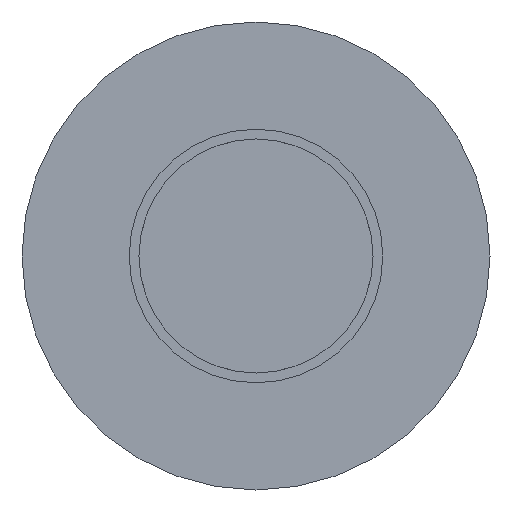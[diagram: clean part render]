
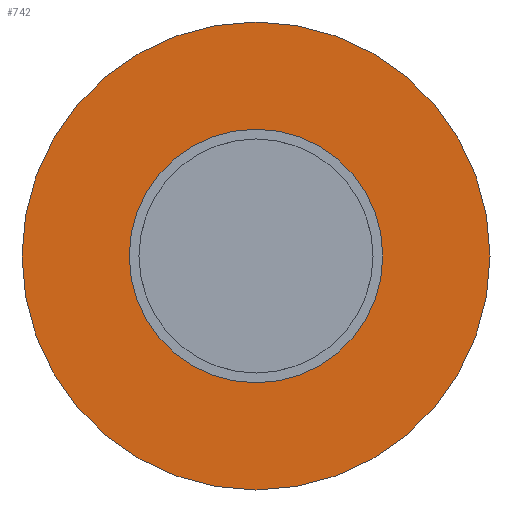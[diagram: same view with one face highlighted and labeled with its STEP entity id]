
A CAD part, left-side view. The second image highlights one B-rep face of the part: STEP entity #742.
In plain terms, the highlighted planar face has unit normal (-1, 0, 0).
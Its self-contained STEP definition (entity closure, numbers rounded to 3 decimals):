
#13 = VERTEX_POINT ( 'NONE', #747 ) ;
#41 = AXIS2_PLACEMENT_3D ( 'NONE', #980, #551, #145 ) ;
#83 = EDGE_CURVE ( 'NONE', #680, #680, #541, .T. ) ;
#104 = EDGE_CURVE ( 'NONE', #13, #13, #504, .T. ) ;
#145 = DIRECTION ( 'NONE',  ( 0., -1., 0. ) ) ;
#150 = DIRECTION ( 'NONE',  ( 0., -1., 0. ) ) ;
#207 = ORIENTED_EDGE ( 'NONE', *, *, #83, .T. ) ;
#224 = FACE_OUTER_BOUND ( 'NONE', #417, .T. ) ;
#301 = CARTESIAN_POINT ( 'NONE',  ( 0., 0., 0. ) ) ;
#368 = PLANE ( 'NONE',  #456 ) ;
#383 = DIRECTION ( 'NONE',  ( -1., 0., 0. ) ) ;
#417 = EDGE_LOOP ( 'NONE', ( #426 ) ) ;
#426 = ORIENTED_EDGE ( 'NONE', *, *, #104, .T. ) ;
#456 = AXIS2_PLACEMENT_3D ( 'NONE', #554, #383, #953 ) ;
#479 = DIRECTION ( 'NONE',  ( 1., 0., 0. ) ) ;
#504 = CIRCLE ( 'NONE', #41, 12. ) ;
#541 = CIRCLE ( 'NONE', #950, 6.5 ) ;
#551 = DIRECTION ( 'NONE',  ( -1., 0., 0. ) ) ;
#554 = CARTESIAN_POINT ( 'NONE',  ( 0., 0., 0. ) ) ;
#680 = VERTEX_POINT ( 'NONE', #916 ) ;
#739 = EDGE_LOOP ( 'NONE', ( #207 ) ) ;
#742 = ADVANCED_FACE ( 'NONE', ( #960, #224 ), #368, .T. ) ;
#747 = CARTESIAN_POINT ( 'NONE',  ( 0., -12., 0. ) ) ;
#916 = CARTESIAN_POINT ( 'NONE',  ( 0., -6.5, 0. ) ) ;
#950 = AXIS2_PLACEMENT_3D ( 'NONE', #301, #479, #150 ) ;
#953 = DIRECTION ( 'NONE',  ( 0., 0., 1. ) ) ;
#960 = FACE_BOUND ( 'NONE', #739, .T. ) ;
#980 = CARTESIAN_POINT ( 'NONE',  ( 0., 0., 0. ) ) ;
